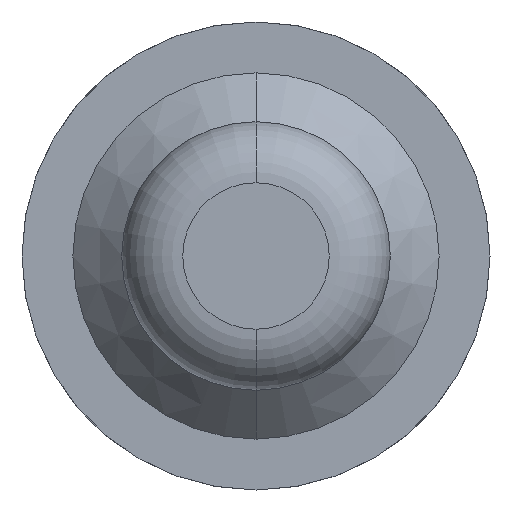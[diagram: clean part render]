
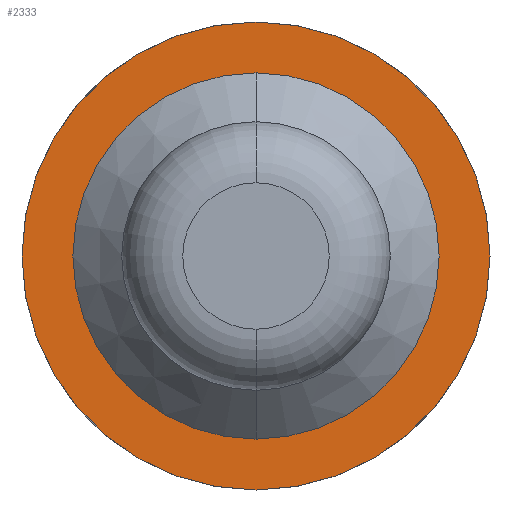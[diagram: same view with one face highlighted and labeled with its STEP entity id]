
A CAD part, front view. The second image highlights one B-rep face of the part: STEP entity #2333.
In plain terms, the highlighted planar face has unit normal (0, -1, 0).
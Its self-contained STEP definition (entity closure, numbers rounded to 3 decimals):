
#30 = CIRCLE ( 'NONE', #172, 0.35 ) ;
#62 = DIRECTION ( 'NONE',  ( 0., -1., 0. ) ) ;
#126 = ORIENTED_EDGE ( 'NONE', *, *, #2620, .T. ) ;
#142 = CARTESIAN_POINT ( 'NONE',  ( 0., -1.7, 0. ) ) ;
#172 = AXIS2_PLACEMENT_3D ( 'NONE', #1408, #3497, #1106 ) ;
#404 = VERTEX_POINT ( 'NONE', #3816 ) ;
#438 = DIRECTION ( 'NONE',  ( 0., 0., -1. ) ) ;
#670 = EDGE_LOOP ( 'NONE', ( #126, #755 ) ) ;
#754 = CARTESIAN_POINT ( 'NONE',  ( 0.35, -1.7, 0. ) ) ;
#755 = ORIENTED_EDGE ( 'NONE', *, *, #2295, .T. ) ;
#907 = ORIENTED_EDGE ( 'NONE', *, *, #3803, .F. ) ;
#1106 = DIRECTION ( 'NONE',  ( 0., 0., -1. ) ) ;
#1157 = VERTEX_POINT ( 'NONE', #1225 ) ;
#1172 = AXIS2_PLACEMENT_3D ( 'NONE', #142, #2266, #438 ) ;
#1225 = CARTESIAN_POINT ( 'NONE',  ( 0., -1.7, 0.35 ) ) ;
#1390 = AXIS2_PLACEMENT_3D ( 'NONE', #3597, #3292, #1442 ) ;
#1408 = CARTESIAN_POINT ( 'NONE',  ( 0., -1.7, 0. ) ) ;
#1442 = DIRECTION ( 'NONE',  ( 0., 0., -1. ) ) ;
#1486 = FACE_BOUND ( 'NONE', #2991, .T. ) ;
#1578 = VERTEX_POINT ( 'NONE', #2630 ) ;
#1594 = DIRECTION ( 'NONE',  ( 0., 0., -1. ) ) ;
#1874 = CARTESIAN_POINT ( 'NONE',  ( 0., -1.7, 0. ) ) ;
#1981 = DIRECTION ( 'NONE',  ( 0., 0., -1. ) ) ;
#2175 = VERTEX_POINT ( 'NONE', #3143 ) ;
#2266 = DIRECTION ( 'NONE',  ( 0., -1., 0. ) ) ;
#2295 = EDGE_CURVE ( 'Defeature ausgef�hrt2_5+Defeature ausgef�hrt2_6+Defeature ausgef�hrt2_6+Defeature ausgef�hrt2_6', #1578, #2175, #2315, .T. ) ;
#2315 = CIRCLE ( 'NONE', #1172, 0.575 ) ;
#2333 = ADVANCED_FACE ( 'Defeature ausgef�hrt2_5', ( #2888, #1486 ), #3806, .T. ) ;
#2460 = EDGE_CURVE ( 'Defeature ausgef�hrt2_4+Defeature ausgef�hrt2_5+Defeature ausgef�hrt2_5+Defeature ausgef�hrt2_5', #1157, #404, #30, .T. ) ;
#2604 = AXIS2_PLACEMENT_3D ( 'NONE', #1874, #62, #1594 ) ;
#2620 = EDGE_CURVE ( 'Defeature ausgef�hrt2_5+Defeature ausgef�hrt2_6+Defeature ausgef�hrt2_6+Defeature ausgef�hrt2_6', #2175, #1578, #3924, .T. ) ;
#2630 = CARTESIAN_POINT ( 'NONE',  ( 0., -1.7, 0.575 ) ) ;
#2749 = ORIENTED_EDGE ( 'NONE', *, *, #2460, .F. ) ;
#2888 = FACE_OUTER_BOUND ( 'NONE', #670, .T. ) ;
#2908 = AXIS2_PLACEMENT_3D ( 'NONE', #754, #3199, #1981 ) ;
#2991 = EDGE_LOOP ( 'NONE', ( #907, #2749 ) ) ;
#3118 = CIRCLE ( 'NONE', #2604, 0.35 ) ;
#3143 = CARTESIAN_POINT ( 'NONE',  ( 0., -1.7, -0.575 ) ) ;
#3199 = DIRECTION ( 'NONE',  ( 0., -1., 0. ) ) ;
#3292 = DIRECTION ( 'NONE',  ( 0., -1., 0. ) ) ;
#3497 = DIRECTION ( 'NONE',  ( 0., -1., 0. ) ) ;
#3597 = CARTESIAN_POINT ( 'NONE',  ( 0., -1.7, 0. ) ) ;
#3803 = EDGE_CURVE ( 'Defeature ausgef�hrt2_4+Defeature ausgef�hrt2_5+Defeature ausgef�hrt2_5+Defeature ausgef�hrt2_5', #404, #1157, #3118, .T. ) ;
#3806 = PLANE ( 'NONE',  #2908 ) ;
#3816 = CARTESIAN_POINT ( 'NONE',  ( 0., -1.7, -0.35 ) ) ;
#3924 = CIRCLE ( 'NONE', #1390, 0.575 ) ;
